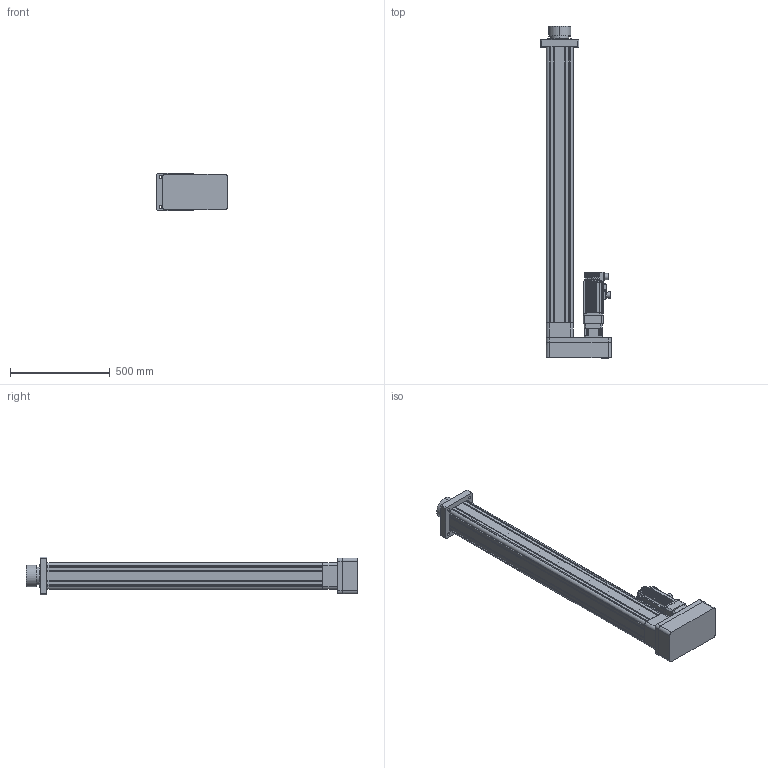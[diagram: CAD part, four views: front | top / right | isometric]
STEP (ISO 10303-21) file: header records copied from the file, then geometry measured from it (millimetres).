
FILE_DESCRIPTION (( 'STEP AP203' ), '1' );
FILE_NAME ('230915-JFXD-134缸折叠1200行程装配体.STEP', '2023-09-15T05:51:16', ( '微软用户' ), ( '微软中国' ), 'SwSTEP 2.0', 'SolidWorks 2016', '' );
FILE_SCHEMA (( 'CONFIG_CONTROL_DESIGN' ));
Length unit declared in the file: millimetre
Products named in the file (4): PGH90单级（19-95-115M8）; 230915-JFXD-134缸折叠1200行程装配体; 134缸行程1200折叠前法兰安装; MS1H2-10C30CB(D)-U(A)334Z
Assembly tree (3 placements, depth 2):
  230915-JFXD-134缸折叠1200行程装配体
    134缸行程1200折叠前法兰安装
    MS1H2-10C30CB(D)-U(A)334Z
    PGH90单级（19-95-115M8）
Bounding box: 353 x 1662 x 190 mm (x, y, z)
Volume: 18410850.4 mm3; surface area: 2329815.7 mm2
Topology: 19 solids, 20 shells, 1611 faces, 4081 edges, 2463 vertices
Faces by surface type: cylinder 745, plane 471, bspline 360, cone 35
Entity records: 56490 total; most frequent: CARTESIAN_POINT 19086, ORIENTED_EDGE 7904, DIRECTION 7722, EDGE_CURVE 3952, AXIS2_PLACEMENT_3D 2912, VERTEX_POINT 2463, LINE 1898, VECTOR 1898
